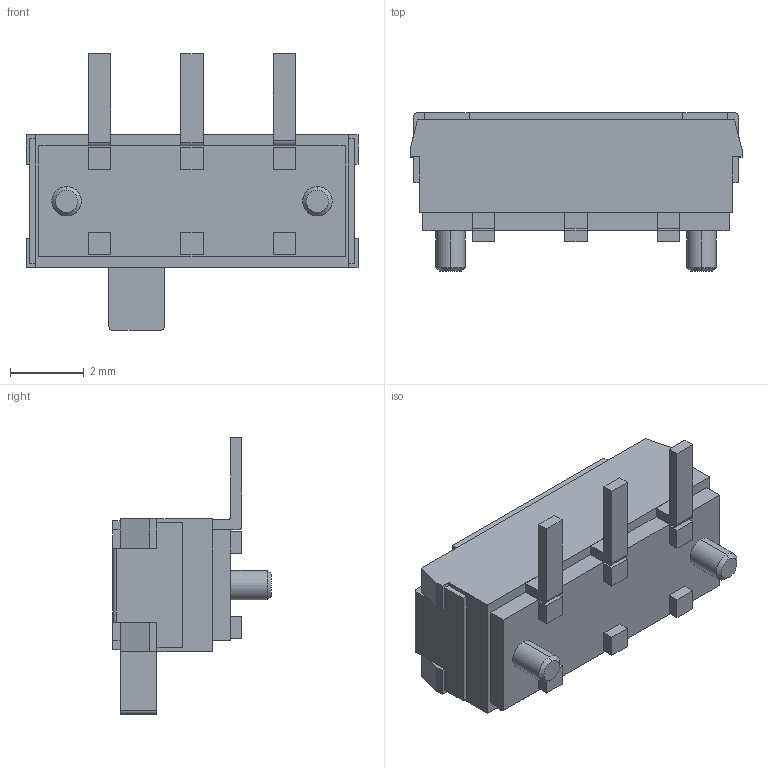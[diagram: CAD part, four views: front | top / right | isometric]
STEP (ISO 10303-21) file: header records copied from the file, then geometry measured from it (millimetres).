
FILE_DESCRIPTION(('FreeCAD Model'),'2;1');
FILE_NAME('JS102011SAQN.step','2020-03-18T15:35:41',('kicad StepUp'),( 'ksu MCAD'),'Open CASCADE STEP processor 7.3','FreeCAD','Unknown');
FILE_SCHEMA(('AUTOMOTIVE_DESIGN { 1 0 10303 214 1 1 1 1 }'));
Length unit declared in the file: millimetre
Products named in the file (1): JS102011SAQN
Bounding box: 9 x 4.3 x 7.5 mm (x, y, z)
Volume: 101.5 mm3; surface area: 175.6 mm2
Topology: 1 solids, 1 shells, 138 faces, 364 edges, 237 vertices
Faces by surface type: plane 120, cylinder 14, cone 4
Entity records: 5163 total; most frequent: CARTESIAN_POINT 740, ORIENTED_EDGE 728, DIRECTION 674, EDGE_CURVE 364, LINE 332, VECTOR 332, VERTEX_POINT 237, AXIS2_PLACEMENT_3D 171
